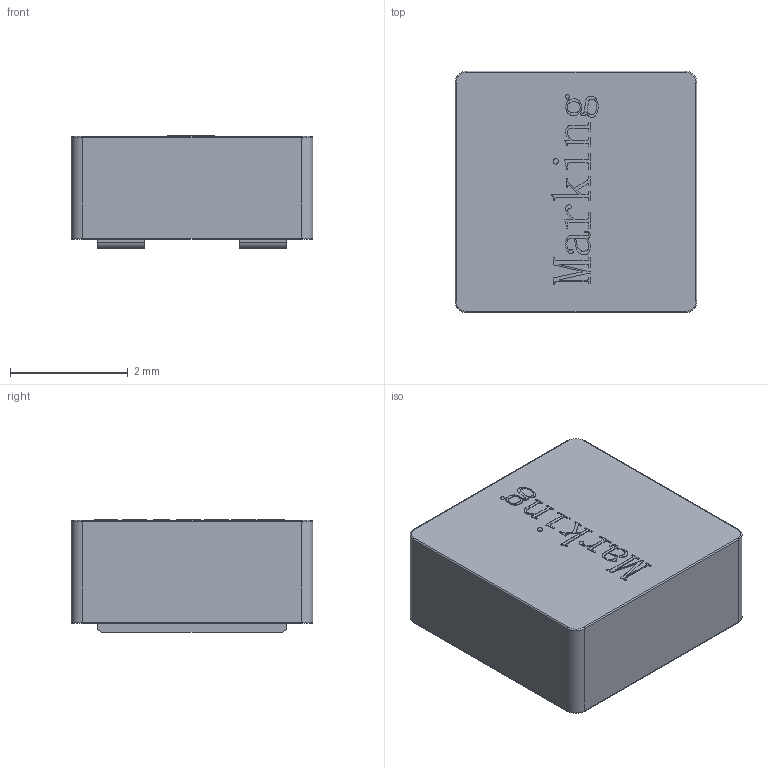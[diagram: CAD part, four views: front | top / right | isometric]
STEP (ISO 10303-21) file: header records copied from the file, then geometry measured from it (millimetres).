
FILE_DESCRIPTION(/* description */ ('Unknown'),/* implementation_level */ '2;1');
FILE_NAME(/* name */ 'TMPF4020LRV ',/* time_stamp */ '2019-08-31T18:47:42+08:00',/* author */ ('Unknown'),/* organization */ ('Unknown'),/* preprocessor_version */ 'ST-DEVELOPER v16.7',/* originating_system */ 'DEX',/* authorisation */ $);
FILE_SCHEMA (('AUTOMOTIVE_DESIGN {1 0 10303 214 3 1 1}'));
Length unit declared in the file: millimetre
Products named in the file (1): TMPF4020LRV 
Bounding box: 4.1 x 4.1 x 1.91 mm (x, y, z)
Volume: 29.7 mm3; surface area: 193.7 mm2
Topology: 2 solids, 2 shells, 250 faces, 667 edges, 434 vertices
Faces by surface type: plane 148, bspline 67, cylinder 25, torus 9, cone 1
Full cylindrical faces by diameter (mm): 1.5 x1, 3.2 x1
Entity records: 11025 total; most frequent: CARTESIAN_POINT 3557, ORIENTED_EDGE 1320, DIRECTION 909, EDGE_CURVE 660, VERTEX_POINT 433, LINE 427, VECTOR 427, EDGE_LOOP 271
